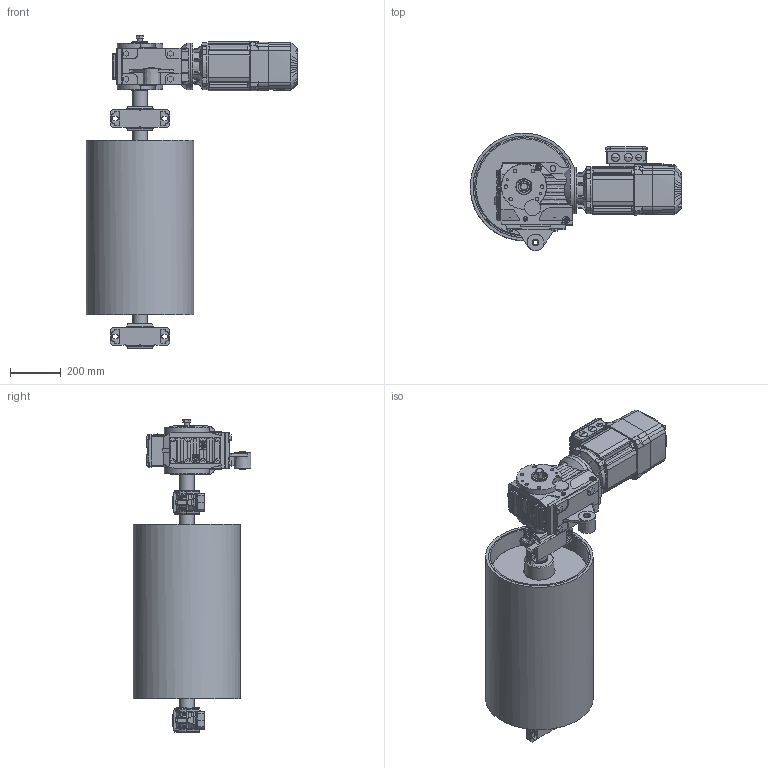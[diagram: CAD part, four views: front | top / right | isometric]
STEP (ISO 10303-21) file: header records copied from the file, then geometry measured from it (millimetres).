
FILE_DESCRIPTION(('FreeCAD Model'),'2;1');
FILE_NAME('Open CASCADE Shape Model','2025-04-17T16:15:33',('FreeCAD'),( 'FreeCAD'),'Open CASCADE STEP processor 7.6','FreeCAD','Unknown');
FILE_SCHEMA(('AUTOMOTIVE_DESIGN { 1 0 10303 214 1 1 1 1 }'));
Products named in the file (1): Open CASCADE STEP translator 7.6 1
Bounding box: 833.54 x 465 x 1236.55 mm (x, y, z)
Volume: 51886342.5 mm3; surface area: 6123427.5 mm2
Topology: 61 solids, 61 shells, 2427 faces, 6699 edges, 4505 vertices
Faces by surface type: bspline 2427
Entity records: 99656 total; most frequent: CARTESIAN_POINT 62098, ORIENTED_EDGE 13308, EDGE_CURVE 6654, VERTEX_POINT 4505, B_SPLINE_CURVE_WITH_KNOTS 3907, FACE_BOUND 2661, EDGE_LOOP 2661, ADVANCED_FACE 2427
